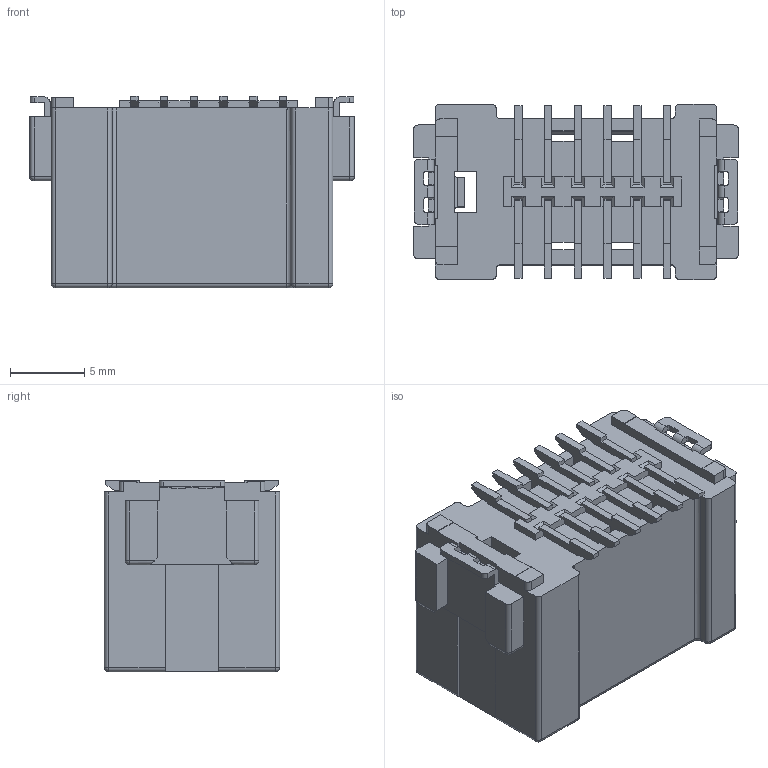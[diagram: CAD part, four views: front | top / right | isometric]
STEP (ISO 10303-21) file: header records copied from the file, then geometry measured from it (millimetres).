
FILE_DESCRIPTION((''),'2;1');
FILE_NAME('KH2100076_020_D_TR_12M_V_ASSY','2021-08-19T10:43:24',('drkoo'),(''),'CREO PARAMETRIC BY PTC INC, 2017380','CREO PARAMETRIC BY PTC INC, 2017380','');
FILE_SCHEMA(('CONFIG_CONTROL_DESIGN'));
Length unit declared in the file: millimetre
Products named in the file (1): KH2100076_020_D_TR_12M_V_ASSY
Bounding box: 21.85 x 11.8 x 12.9 mm (x, y, z)
Volume: 1209.5 mm3; surface area: 2253 mm2
Topology: 1 solids, 1 shells, 1325 faces, 3665 edges, 2328 vertices
Faces by surface type: plane 984, cylinder 249, sphere 30, cone 24, torus 22, bspline 16
Entity records: 42090 total; most frequent: CARTESIAN_POINT 8656, ORIENTED_EDGE 7252, DIRECTION 6442, EDGE_CURVE 3626, VECTOR 3046, LINE 3046, VERTEX_POINT 2328, AXIS2_PLACEMENT_3D 1698
